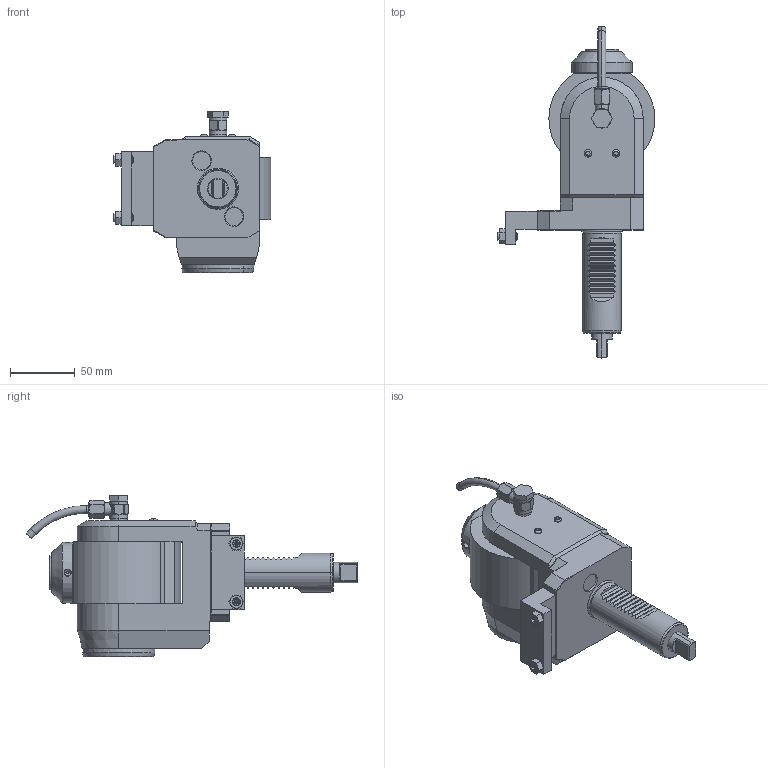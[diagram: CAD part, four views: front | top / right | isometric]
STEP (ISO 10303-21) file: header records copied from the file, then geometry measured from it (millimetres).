
FILE_DESCRIPTION((''),'2;1');
FILE_NAME('NGT1_30_525_20_2_3DMG','2025-07-04T',('vali'),('NOVA GRUP'),'PRO/ENGINEER BY PARAMETRIC TECHNOLOGY CORPORATION, 2010280','PRO/ENGINEER BY PARAMETRIC TECHNOLOGY CORPORATION, 2010280','');
FILE_SCHEMA(('CONFIG_CONTROL_DESIGN'));
Length unit declared in the file: millimetre
Products named in the file (1): NGT1_30_525_20_2_3DMG
Bounding box: 122 x 256.67 x 124.9 mm (x, y, z)
Volume: 845727.9 mm3; surface area: 81276.8 mm2
Topology: 1 solids, 2 shells, 543 faces, 1343 edges, 829 vertices
Faces by surface type: plane 251, cylinder 136, cone 80, bspline 46, torus 30
Entity records: 22906 total; most frequent: CARTESIAN_POINT 10773, ORIENTED_EDGE 2662, DIRECTION 2254, EDGE_CURVE 1331, VERTEX_POINT 829, AXIS2_PLACEMENT_3D 812, VECTOR 630, LINE 630
